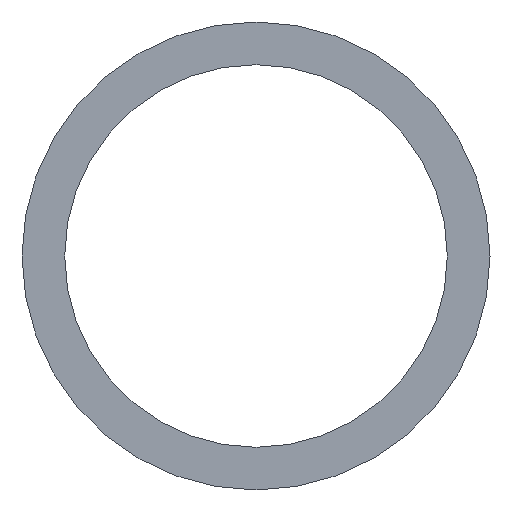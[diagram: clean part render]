
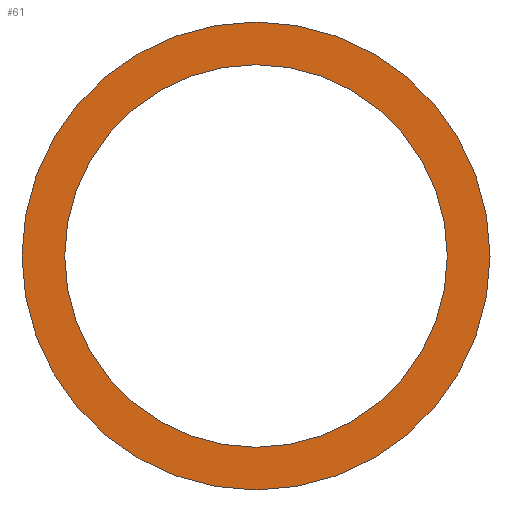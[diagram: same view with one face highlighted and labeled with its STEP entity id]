
A CAD part, left-side view. The second image highlights one B-rep face of the part: STEP entity #61.
In plain terms, the highlighted planar face has unit normal (-1, 0, 0).
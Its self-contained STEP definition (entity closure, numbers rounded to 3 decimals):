
#61 = ADVANCED_FACE( '', ( #131, #132 ), #133, .F. );
#63 = VERTEX_POINT( '', #135 );
#69 = VERTEX_POINT( '', #142 );
#71 = VERTEX_POINT( '', #144 );
#73 = VERTEX_POINT( '', #146 );
#85 = EDGE_CURVE( '', #73, #63, #160, .T. );
#95 = EDGE_CURVE( '', #71, #69, #170, .T. );
#97 = EDGE_CURVE( '', #63, #73, #172, .T. );
#101 = EDGE_CURVE( '', #69, #71, #177, .T. );
#131 = FACE_OUTER_BOUND( '', #203, .T. );
#132 = FACE_BOUND( '', #204, .T. );
#133 = PLANE( '', #205 );
#135 = CARTESIAN_POINT( '', ( 0., 0., -65.4 ) );
#142 = CARTESIAN_POINT( '', ( 0., 0., -80. ) );
#144 = CARTESIAN_POINT( '', ( 0., 0., 80. ) );
#146 = CARTESIAN_POINT( '', ( 0., 0., 65.4 ) );
#160 = CIRCLE( '', #234, 65.4 );
#170 = CIRCLE( '', #251, 80. );
#172 = CIRCLE( '', #254, 65.4 );
#177 = CIRCLE( '', #260, 80. );
#203 = EDGE_LOOP( '', ( #274, #275 ) );
#204 = EDGE_LOOP( '', ( #276, #277 ) );
#205 = AXIS2_PLACEMENT_3D( '', #278, #279, #280 );
#234 = AXIS2_PLACEMENT_3D( '', #312, #313, #314 );
#251 = AXIS2_PLACEMENT_3D( '', #318, #319, #320 );
#254 = AXIS2_PLACEMENT_3D( '', #321, #322, #323 );
#260 = AXIS2_PLACEMENT_3D( '', #332, #333, #334 );
#274 = ORIENTED_EDGE( '', *, *, #101, .F. );
#275 = ORIENTED_EDGE( '', *, *, #95, .F. );
#276 = ORIENTED_EDGE( '', *, *, #97, .T. );
#277 = ORIENTED_EDGE( '', *, *, #85, .T. );
#278 = CARTESIAN_POINT( '', ( 0., 0., 0. ) );
#279 = DIRECTION( '', ( 1., 0., 0. ) );
#280 = DIRECTION( '', ( 0., 0., -1. ) );
#312 = CARTESIAN_POINT( '', ( 0., 0., 0. ) );
#313 = DIRECTION( '', ( 1., 0., 0. ) );
#314 = DIRECTION( '', ( 0., 0., -1. ) );
#318 = CARTESIAN_POINT( '', ( 0., 0., 0. ) );
#319 = DIRECTION( '', ( 1., 0., 0. ) );
#320 = DIRECTION( '', ( 0., 0., -1. ) );
#321 = CARTESIAN_POINT( '', ( 0., 0., 0. ) );
#322 = DIRECTION( '', ( 1., 0., 0. ) );
#323 = DIRECTION( '', ( 0., 0., -1. ) );
#332 = CARTESIAN_POINT( '', ( 0., 0., 0. ) );
#333 = DIRECTION( '', ( 1., 0., 0. ) );
#334 = DIRECTION( '', ( 0., 0., -1. ) );
